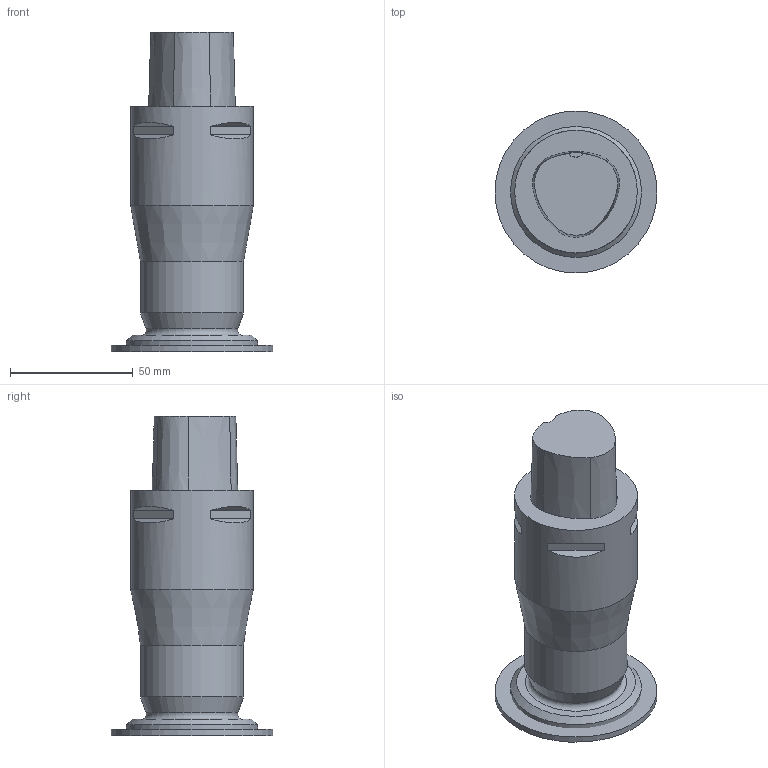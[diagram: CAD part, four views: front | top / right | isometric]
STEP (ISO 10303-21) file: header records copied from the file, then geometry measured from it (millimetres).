
FILE_DESCRIPTION(/* description */ ('3-D model version:1'),/* implementation_level */ '2;1');
FILE_NAME(/* name */ '161-066C5-3',/* time_stamp */ '2014-04-10T15:49:17+02:00',/* author */ ('InteractiveCad'),/* organization */ ('AB Sandvik Coromant'),/* preprocessor_version */ 'ST-DEVELOPER v11',/* originating_system */ 'SIEMENS UGS NX 6.0',/* authorisation */ '');
FILE_SCHEMA (('AP203_CONFIGURATION_CONTROLLED_3D_DESIGN_OF_MECHANICAL_PARTS_AND_ASSEMBLIES_MIM_LF'));
Length unit declared in the file: millimetre
Products named in the file (1): 161_066C5_3_SIM
Bounding box: 66 x 66 x 130 mm (x, y, z)
Volume: 203426.3 mm3; surface area: 29938.5 mm2
Topology: 2 solids, 2 shells, 36 faces, 75 edges, 47 vertices
Faces by surface type: plane 17, cone 12, cylinder 6, torus 1
Full cylindrical faces by diameter (mm): 16.6 x1, 42 x1, 50 x1, 53.4 x1, 66 x1
Entity records: 1004 total; most frequent: DIRECTION 172, CARTESIAN_POINT 151, ORIENTED_EDGE 124, AXIS2_PLACEMENT_3D 75, EDGE_CURVE 62, EDGE_LOOP 54, VERTEX_POINT 46, ADVANCED_FACE 36
